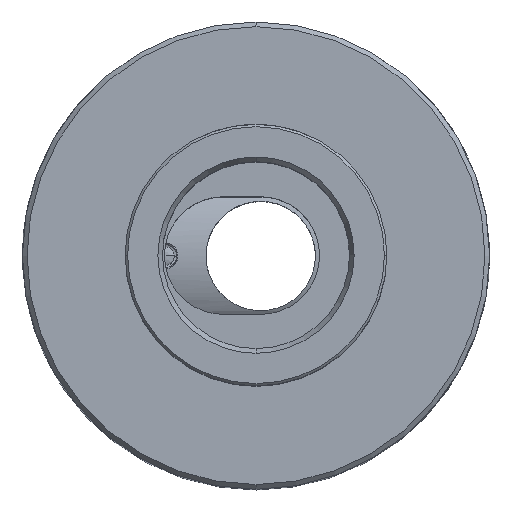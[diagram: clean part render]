
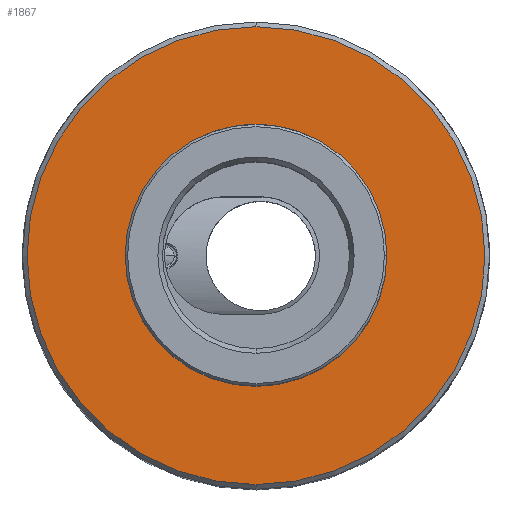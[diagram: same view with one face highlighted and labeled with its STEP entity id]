
A CAD part, top view. The second image highlights one B-rep face of the part: STEP entity #1867.
In plain terms, the highlighted planar face has unit normal (0, 0, 1).
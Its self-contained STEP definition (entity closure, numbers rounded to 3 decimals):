
#1277=VERTEX_POINT('NONE',#3054);
#1563=VERTEX_POINT('NONE',#3371);
#1609=EDGE_CURVE('NONE',#2349,#1277,#3419,.T.);
#1687=EDGE_CURVE('NONE',#1563,#2065,#3508,.T.);
#1867=ADVANCED_FACE('NONE',(#3707,#3708),#3709,.T.);
#2065=VERTEX_POINT('NONE',#3928);
#2085=EDGE_CURVE('NONE',#1277,#2349,#3950,.T.);
#2139=EDGE_CURVE('NONE',#2065,#1563,#4014,.T.);
#2349=VERTEX_POINT('NONE',#4251);
#3054=CARTESIAN_POINT('',(13.9,0.,0.));
#3371=CARTESIAN_POINT('',(0.,24.5,0.0));
#3419=CIRCLE('',#6654,13.9);
#3508=CIRCLE('',#6935,24.5);
#3707=FACE_OUTER_BOUND('',#7432,.T.);
#3708=FACE_BOUND('',#7433,.T.);
#3709=PLANE('',#7434);
#3928=CARTESIAN_POINT('',(0.0,-24.5,0.0));
#3950=CIRCLE('',#8148,13.9);
#4014=CIRCLE('',#8230,24.5);
#4251=CARTESIAN_POINT('',(-13.9,0.,0.));
#6654=AXIS2_PLACEMENT_3D('',#10927,#10928,#10929);
#6935=AXIS2_PLACEMENT_3D('',#11033,#11034,#11035);
#7432=EDGE_LOOP('',(#11243,#11244));
#7433=EDGE_LOOP('',(#11245,#11246));
#7434=AXIS2_PLACEMENT_3D('',#11247,#11248,#11249);
#8148=AXIS2_PLACEMENT_3D('',#11502,#11503,#11504);
#8230=AXIS2_PLACEMENT_3D('',#11613,#11614,#11615);
#10927=CARTESIAN_POINT('',(0.0,0.0,0.0));
#10928=DIRECTION('',(0.0,-0.0,1.0));
#10929=DIRECTION('',(0.0,1.0,0.0));
#11033=CARTESIAN_POINT('',(0.0,0.0,0.0));
#11034=DIRECTION('',(0.0,-0.0,1.0));
#11035=DIRECTION('',(0.0,1.0,0.0));
#11243=ORIENTED_EDGE('',*,*,#2139,.T.);
#11244=ORIENTED_EDGE('',*,*,#1687,.T.);
#11245=ORIENTED_EDGE('',*,*,#2085,.F.);
#11246=ORIENTED_EDGE('',*,*,#1609,.F.);
#11247=CARTESIAN_POINT('',(-14.0,0.0,0.0));
#11248=DIRECTION('',(0.0,-0.0,1.0));
#11249=DIRECTION('',(0.0,1.0,0.0));
#11502=CARTESIAN_POINT('',(0.0,0.0,0.0));
#11503=DIRECTION('',(0.0,-0.0,1.0));
#11504=DIRECTION('',(0.0,1.0,0.0));
#11613=CARTESIAN_POINT('',(0.0,0.0,0.0));
#11614=DIRECTION('',(0.0,-0.0,1.0));
#11615=DIRECTION('',(0.0,1.0,0.0));
